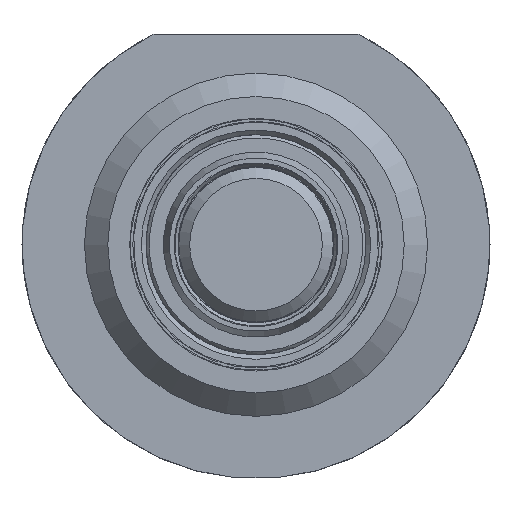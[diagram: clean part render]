
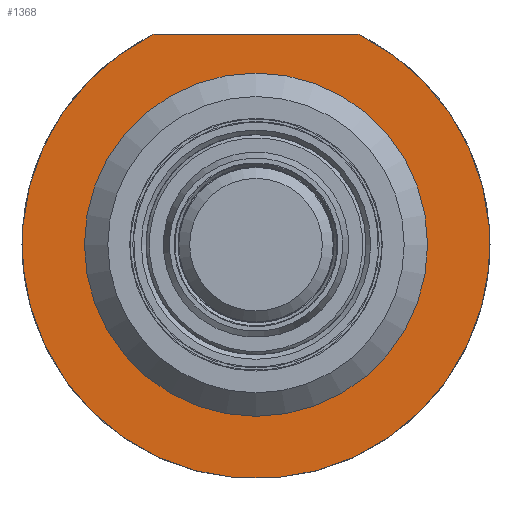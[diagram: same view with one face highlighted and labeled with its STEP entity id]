
A CAD part, front view. The second image highlights one B-rep face of the part: STEP entity #1368.
In plain terms, the highlighted planar face has unit normal (0, -1, 0).
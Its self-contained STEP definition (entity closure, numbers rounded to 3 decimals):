
#1067=CARTESIAN_POINT('',(-6.538,-57.,13.5));
#1068=VERTEX_POINT('',#1067);
#1069=CARTESIAN_POINT('',(6.538,-57.,13.5));
#1070=VERTEX_POINT('',#1069);
#1071=CARTESIAN_POINT('',(-6.538,-57.,13.5));
#1072=DIRECTION('',(1.0,0.0,0.0));
#1073=VECTOR('',#1072,13.077);
#1074=LINE('',#1071,#1073);
#1075=EDGE_CURVE('',#1068,#1070,#1074,.T.);
#1323=CARTESIAN_POINT('',(0.,-57.,11.));
#1324=VERTEX_POINT('',#1323);
#1325=CARTESIAN_POINT('',(0.,-57.,0.));
#1326=DIRECTION('',(0.0,1.0,0.0));
#1327=DIRECTION('',(0.0,0.0,1.0));
#1328=AXIS2_PLACEMENT_3D('',#1325,#1326,#1327);
#1329=CIRCLE('',#1328,11.0);
#1330=EDGE_CURVE('',#1324,#1324,#1329,.T.);
#1343=CARTESIAN_POINT('',(0.,-57.,0.));
#1344=DIRECTION('',(0.0,1.0,0.0));
#1345=DIRECTION('',(-0.436,0.0,0.9));
#1346=AXIS2_PLACEMENT_3D('',#1343,#1344,#1345);
#1347=CIRCLE('',#1346,15.);
#1348=EDGE_CURVE('',#1070,#1068,#1347,.T.);
#1356=CARTESIAN_POINT('',(0.,-57.,1.083));
#1357=DIRECTION('',(0.0,-1.0,0.0));
#1358=DIRECTION('',(0.0,0.0,-1.0));
#1359=AXIS2_PLACEMENT_3D('',#1356,#1357,#1358);
#1360=PLANE('',#1359);
#1361=ORIENTED_EDGE('',*,*,#1075,.F.);
#1362=ORIENTED_EDGE('',*,*,#1348,.F.);
#1363=EDGE_LOOP('',(#1361,#1362));
#1364=FACE_OUTER_BOUND('',#1363,.T.);
#1365=ORIENTED_EDGE('',*,*,#1330,.T.);
#1366=EDGE_LOOP('',(#1365));
#1367=FACE_BOUND('',#1366,.T.);
#1368=ADVANCED_FACE('',(#1364,#1367),#1360,.T.);
